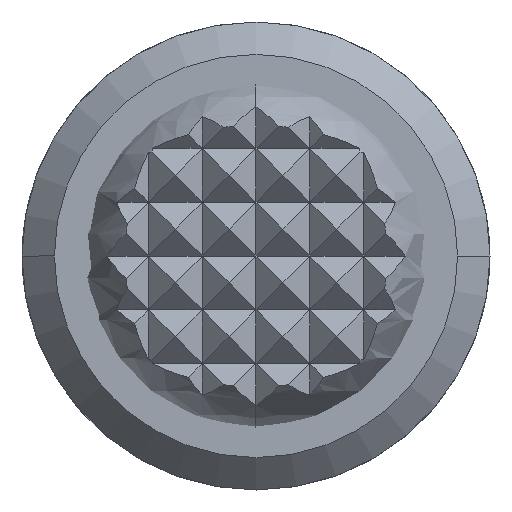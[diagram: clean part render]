
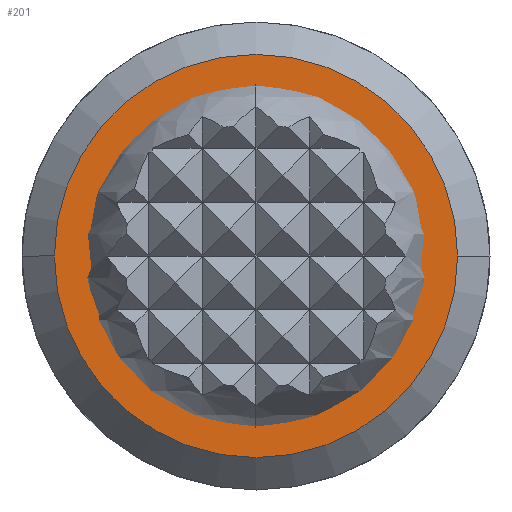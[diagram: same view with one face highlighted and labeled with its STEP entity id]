
A CAD part, left-side view. The second image highlights one B-rep face of the part: STEP entity #201.
In plain terms, the highlighted planar face has unit normal (-1, 0, 0).
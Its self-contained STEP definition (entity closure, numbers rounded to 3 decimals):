
#201=ADVANCED_FACE('',(#499),#500,.T.);
#499=FACE_OUTER_BOUND('',#897,.T.);
#500=PLANE('',#898);
#897=EDGE_LOOP('',(#1408,#1409));
#898=AXIS2_PLACEMENT_3D('',#1410,#1411,#1412);
#1408=ORIENTED_EDGE('',*,*,#2302,.T.);
#1409=ORIENTED_EDGE('',*,*,#2231,.T.);
#1410=CARTESIAN_POINT('',(0.0,0.0,0.0));
#1411=DIRECTION('',(-1.0,0.0,0.0));
#1412=DIRECTION('',(0.0,0.0,1.0));
#2231=EDGE_CURVE('',#2609,#2606,#2610,.T.);
#2302=EDGE_CURVE('',#2606,#2609,#2714,.T.);
#2606=VERTEX_POINT('',#3107);
#2609=VERTEX_POINT('',#3111);
#2610=CIRCLE('',#3112,5.6);
#2714=CIRCLE('',#3237,5.6);
#3107=CARTESIAN_POINT('',(0.0,0.0,-5.6));
#3111=CARTESIAN_POINT('',(0.0,0.,5.6));
#3112=AXIS2_PLACEMENT_3D('',#3770,#3771,#3772);
#3237=AXIS2_PLACEMENT_3D('',#3884,#3885,#3886);
#3770=CARTESIAN_POINT('',(0.0,0.0,0.0));
#3771=DIRECTION('',(-1.0,0.0,0.0));
#3772=DIRECTION('',(0.0,0.0,-1.0));
#3884=CARTESIAN_POINT('',(0.0,0.0,0.0));
#3885=DIRECTION('',(-1.0,0.0,0.0));
#3886=DIRECTION('',(0.0,0.0,-1.0));
